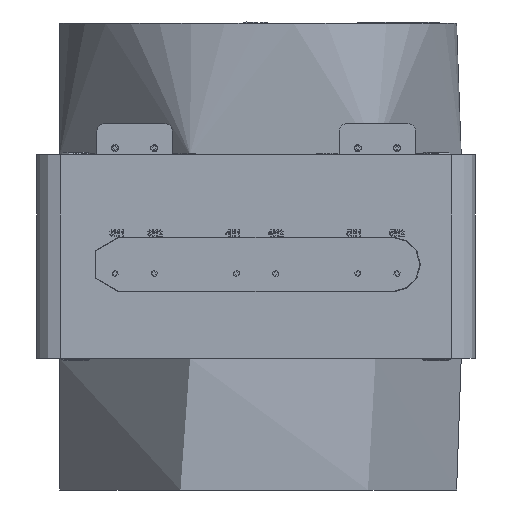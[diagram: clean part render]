
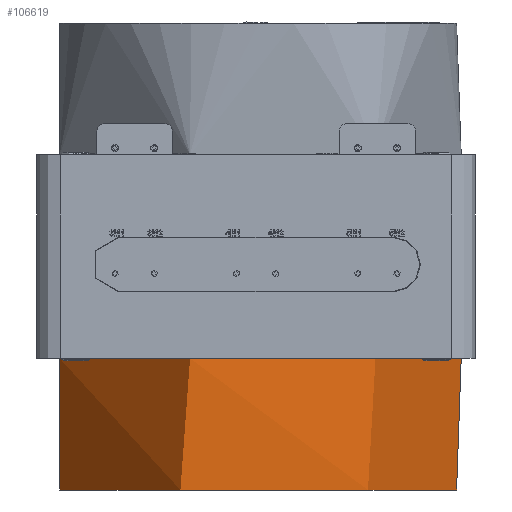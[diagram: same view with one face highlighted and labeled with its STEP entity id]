
A CAD part, front view. The second image highlights one B-rep face of the part: STEP entity #106619.
In plain terms, the highlighted conical face has half-angle 2 degrees and reference radius 131 mm.
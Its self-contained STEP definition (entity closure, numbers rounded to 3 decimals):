
#352 = DIRECTION ( 'NONE',  ( 0., 0., 1. ) ) ;
#2809 = ORIENTED_EDGE ( 'NONE', *, *, #176237, .F. ) ;
#6011 = VERTEX_POINT ( 'NONE', #135790 ) ;
#6023 = CARTESIAN_POINT ( 'NONE',  ( 131., 0., -65. ) ) ;
#13255 = ORIENTED_EDGE ( 'NONE', *, *, #50966, .T. ) ;
#14867 = FACE_OUTER_BOUND ( 'NONE', #181177, .T. ) ;
#16958 = CARTESIAN_POINT ( 'NONE',  ( -125.367, -38., -65. ) ) ;
#19682 = ORIENTED_EDGE ( 'NONE', *, *, #146625, .T. ) ;
#20401 = LINE ( 'NONE', #6023, #100031 ) ;
#28771 = DIRECTION ( 'NONE',  ( 0., 0., 1. ) ) ;
#31567 = EDGE_CURVE ( 'NONE', #106027, #6011, #20401, .T. ) ;
#31966 = CARTESIAN_POINT ( 'NONE',  ( -125.367, -30.594, -121.06 ) ) ;
#35586 = B_SPLINE_CURVE_WITH_KNOTS ( 'NONE', 3,
 ( #16958, #106558, #91538, #121669, #31966, #136713, #47031, #151736 ),
 .UNSPECIFIED., .F., .F.,
 ( 4, 2, 2, 4 ),
 ( 0.134, 0.177, 0.198, 0.219 ),
 .UNSPECIFIED. ) ;
#40273 = AXIS2_PLACEMENT_3D ( 'NONE', #61210, #352, #150822 ) ;
#45112 = CIRCLE ( 'NONE', #121005, 131. ) ;
#47031 = CARTESIAN_POINT ( 'NONE',  ( -125.367, -27.347, -142.03 ) ) ;
#49958 = CONICAL_SURFACE ( 'NONE', #40273, 131., 0.035 ) ;
#50966 = EDGE_CURVE ( 'NONE', #180448, #124529, #35586, .T. ) ;
#52531 = ORIENTED_EDGE ( 'NONE', *, *, #31567, .T. ) ;
#61210 = CARTESIAN_POINT ( 'NONE',  ( 0., 0., -65. ) ) ;
#66181 = DIRECTION ( 'NONE',  ( 0., 0., 1. ) ) ;
#91538 = CARTESIAN_POINT ( 'NONE',  ( -125.367, -34.523, -93.056 ) ) ;
#100031 = VECTOR ( 'NONE', #125820, 1000. ) ;
#106027 = VERTEX_POINT ( 'NONE', #143919 ) ;
#106558 = CARTESIAN_POINT ( 'NONE',  ( -125.367, -36.311, -79.034 ) ) ;
#106619 = ADVANCED_FACE ( 'NONE', ( #14867 ), #49958, .T. ) ;
#115271 = CARTESIAN_POINT ( 'NONE',  ( -125.367, -38., -65. ) ) ;
#118457 = CARTESIAN_POINT ( 'NONE',  ( 0., 0., -65. ) ) ;
#121005 = AXIS2_PLACEMENT_3D ( 'NONE', #118457, #28771, #133543 ) ;
#121669 = CARTESIAN_POINT ( 'NONE',  ( -125.367, -31.606, -114.062 ) ) ;
#124529 = VERTEX_POINT ( 'NONE', #146669 ) ;
#125820 = DIRECTION ( 'NONE',  ( 0.035, 0., 0.999 ) ) ;
#133543 = DIRECTION ( 'NONE',  ( 1., 0., 0. ) ) ;
#135790 = CARTESIAN_POINT ( 'NONE',  ( 131., 0., -65. ) ) ;
#136713 = CARTESIAN_POINT ( 'NONE',  ( -125.367, -28.464, -135.043 ) ) ;
#143919 = CARTESIAN_POINT ( 'NONE',  ( 128.067, 0., -149. ) ) ;
#145377 = CIRCLE ( 'NONE', #181927, 128.067 ) ;
#146625 = EDGE_CURVE ( 'NONE', #124529, #106027, #145377, .T. ) ;
#146669 = CARTESIAN_POINT ( 'NONE',  ( -125.367, -26.155, -149. ) ) ;
#150822 = DIRECTION ( 'NONE',  ( 1., 0., 0. ) ) ;
#151736 = CARTESIAN_POINT ( 'NONE',  ( -125.367, -26.155, -149. ) ) ;
#155927 = CARTESIAN_POINT ( 'NONE',  ( 0., 0., -149. ) ) ;
#170980 = DIRECTION ( 'NONE',  ( -1., 0., 0. ) ) ;
#176237 = EDGE_CURVE ( 'NONE', #180448, #6011, #45112, .T. ) ;
#180448 = VERTEX_POINT ( 'NONE', #115271 ) ;
#181177 = EDGE_LOOP ( 'NONE', ( #19682, #52531, #2809, #13255 ) ) ;
#181927 = AXIS2_PLACEMENT_3D ( 'NONE', #155927, #66181, #170980 ) ;
